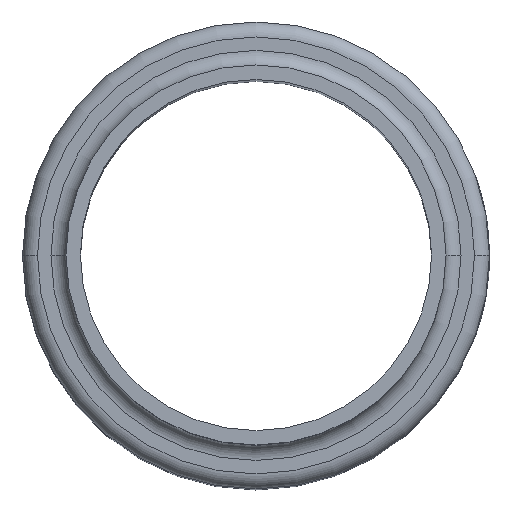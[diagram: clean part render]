
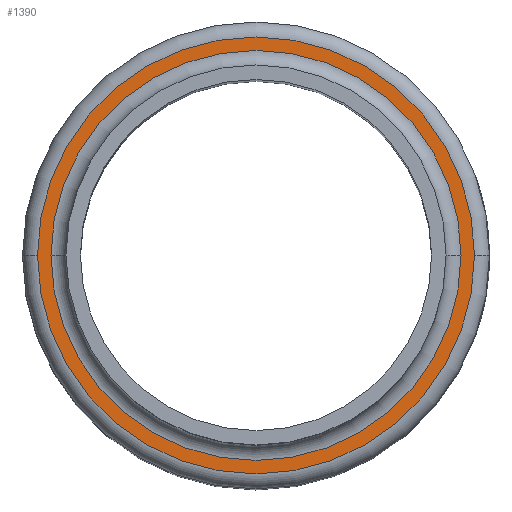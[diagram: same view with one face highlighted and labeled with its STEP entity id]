
A CAD part, top view. The second image highlights one B-rep face of the part: STEP entity #1390.
In plain terms, the highlighted planar face has unit normal (0, 0, 1).
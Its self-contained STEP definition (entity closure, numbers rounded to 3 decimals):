
#392 = CIRCLE ( 'NONE', #10239, 43.75 ) ;
#530 = DIRECTION ( 'NONE',  ( 0., 0., 1. ) ) ;
#1327 = AXIS2_PLACEMENT_3D ( 'NONE', #25803, #530, #22007 ) ;
#1390 = ADVANCED_FACE ( 'NONE', ( #4297, #27755 ), #2199, .F. ) ;
#1724 = ORIENTED_EDGE ( 'NONE', *, *, #20622, .T. ) ;
#2199 = PLANE ( 'NONE',  #14231 ) ;
#3566 = CARTESIAN_POINT ( 'NONE',  ( 0., 0., -50. ) ) ;
#4297 = FACE_BOUND ( 'NONE', #8455, .T. ) ;
#4598 = ORIENTED_EDGE ( 'NONE', *, *, #20059, .T. ) ;
#4718 = DIRECTION ( 'NONE',  ( 0., 0., -1. ) ) ;
#5358 = DIRECTION ( 'NONE',  ( -1., 0., 0. ) ) ;
#5672 = CIRCLE ( 'NONE', #16871, 41.05 ) ;
#6980 = VERTEX_POINT ( 'NONE', #8960 ) ;
#7201 = EDGE_CURVE ( 'NONE', #6980, #11915, #20445, .T. ) ;
#8346 = AXIS2_PLACEMENT_3D ( 'NONE', #13818, #9200, #17762 ) ;
#8455 = EDGE_LOOP ( 'NONE', ( #4598, #23307 ) ) ;
#8960 = CARTESIAN_POINT ( 'NONE',  ( 41.05, 0., -50. ) ) ;
#9200 = DIRECTION ( 'NONE',  ( 0., 0., -1. ) ) ;
#9605 = DIRECTION ( 'NONE',  ( 0., 0., 1. ) ) ;
#10239 = AXIS2_PLACEMENT_3D ( 'NONE', #3566, #9605, #12131 ) ;
#11915 = VERTEX_POINT ( 'NONE', #23858 ) ;
#12131 = DIRECTION ( 'NONE',  ( -1., 0., 0. ) ) ;
#12935 = CARTESIAN_POINT ( 'NONE',  ( -43.75, 0., -50. ) ) ;
#13037 = EDGE_LOOP ( 'NONE', ( #1724, #24146 ) ) ;
#13818 = CARTESIAN_POINT ( 'NONE',  ( 0., 0., -50. ) ) ;
#14231 = AXIS2_PLACEMENT_3D ( 'NONE', #19323, #4718, #19737 ) ;
#16428 = DIRECTION ( 'NONE',  ( 0., 0., -1. ) ) ;
#16871 = AXIS2_PLACEMENT_3D ( 'NONE', #22611, #16428, #5358 ) ;
#17762 = DIRECTION ( 'NONE',  ( -1., 0., 0. ) ) ;
#19323 = CARTESIAN_POINT ( 'NONE',  ( 0., 38.05, -50. ) ) ;
#19737 = DIRECTION ( 'NONE',  ( -1., 0., 0. ) ) ;
#20059 = EDGE_CURVE ( 'NONE', #11915, #6980, #5672, .T. ) ;
#20445 = CIRCLE ( 'NONE', #8346, 41.05 ) ;
#20622 = EDGE_CURVE ( 'NONE', #22371, #22355, #26439, .T. ) ;
#22007 = DIRECTION ( 'NONE',  ( -1., 0., 0. ) ) ;
#22355 = VERTEX_POINT ( 'NONE', #25996 ) ;
#22371 = VERTEX_POINT ( 'NONE', #12935 ) ;
#22611 = CARTESIAN_POINT ( 'NONE',  ( 0., 0., -50. ) ) ;
#23307 = ORIENTED_EDGE ( 'NONE', *, *, #7201, .T. ) ;
#23858 = CARTESIAN_POINT ( 'NONE',  ( -41.05, 0., -50. ) ) ;
#24146 = ORIENTED_EDGE ( 'NONE', *, *, #25325, .T. ) ;
#25325 = EDGE_CURVE ( 'NONE', #22355, #22371, #392, .T. ) ;
#25803 = CARTESIAN_POINT ( 'NONE',  ( 0., 0., -50. ) ) ;
#25996 = CARTESIAN_POINT ( 'NONE',  ( 43.75, 0., -50. ) ) ;
#26439 = CIRCLE ( 'NONE', #1327, 43.75 ) ;
#27755 = FACE_OUTER_BOUND ( 'NONE', #13037, .T. ) ;
